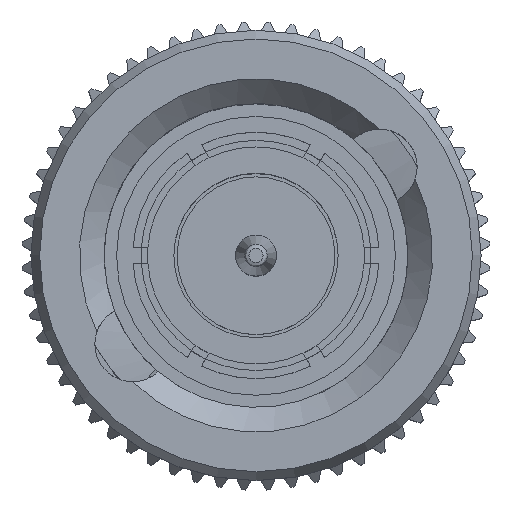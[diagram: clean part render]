
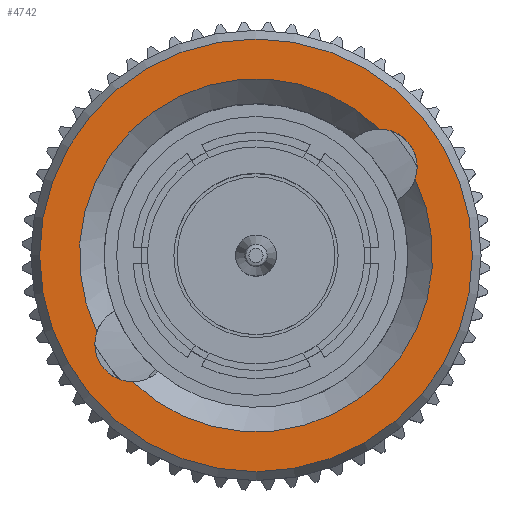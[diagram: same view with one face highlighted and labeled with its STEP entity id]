
A CAD part, top view. The second image highlights one B-rep face of the part: STEP entity #4742.
In plain terms, the highlighted face is planar.
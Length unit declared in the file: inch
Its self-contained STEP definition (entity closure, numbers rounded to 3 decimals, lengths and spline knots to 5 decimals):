
#92 = DIRECTION ( 'NONE',  ( 1., 0., 0. ) ) ;
#330 = EDGE_LOOP ( 'NONE', ( #11502, #13272, #11977, #767 ) ) ;
#500 = DIRECTION ( 'NONE',  ( -1., 0., 0. ) ) ;
#767 = ORIENTED_EDGE ( 'NONE', *, *, #8042, .T. ) ;
#917 = EDGE_CURVE ( 'NONE', #11430, #14626, #11476, .T. ) ;
#1178 = FACE_BOUND ( 'NONE', #330, .T. ) ;
#1224 = AXIS2_PLACEMENT_3D ( 'NONE', #4784, #3734, #13419 ) ;
#1349 = CIRCLE ( 'NONE', #3379, 0.26339 ) ;
#1375 = DIRECTION ( 'NONE',  ( 0., 0., -1. ) ) ;
#1462 = EDGE_LOOP ( 'NONE', ( #6584 ) ) ;
#1526 = AXIS2_PLACEMENT_3D ( 'NONE', #11365, #92, #1375 ) ;
#2274 = EDGE_CURVE ( 'NONE', #13747, #14626, #9154, .T. ) ;
#2532 = AXIS2_PLACEMENT_3D ( 'NONE', #9793, #3464, #12935 ) ;
#2630 = CARTESIAN_POINT ( 'NONE',  ( 0.33873, 0.15014, -0.15382 ) ) ;
#3379 = AXIS2_PLACEMENT_3D ( 'NONE', #4593, #7013, #4835 ) ;
#3464 = DIRECTION ( 'NONE',  ( -1., 0., 0. ) ) ;
#3734 = DIRECTION ( 'NONE',  ( 1., 0., 0. ) ) ;
#4593 = CARTESIAN_POINT ( 'NONE',  ( 0.33873, 0., 0. ) ) ;
#4742 = ADVANCED_FACE ( 'NONE', ( #13664, #1178 ), #5031, .F. ) ;
#4784 = CARTESIAN_POINT ( 'NONE',  ( 0.33873, 0., 0. ) ) ;
#4835 = DIRECTION ( 'NONE',  ( 0., 0., 1. ) ) ;
#5031 = PLANE ( 'NONE',  #5095 ) ;
#5095 = AXIS2_PLACEMENT_3D ( 'NONE', #14696, #5193, #7515 ) ;
#5170 = EDGE_CURVE ( 'NONE', #13747, #8559, #15484, .T. ) ;
#5193 = DIRECTION ( 'NONE',  ( 1., 0., 0. ) ) ;
#6584 = ORIENTED_EDGE ( 'NONE', *, *, #12730, .T. ) ;
#6649 = VERTEX_POINT ( 'NONE', #9352 ) ;
#7013 = DIRECTION ( 'NONE',  ( -1., 0., 0. ) ) ;
#7515 = DIRECTION ( 'NONE',  ( 0., 0., -1. ) ) ;
#8042 = EDGE_CURVE ( 'NONE', #11430, #8559, #11975, .T. ) ;
#8559 = VERTEX_POINT ( 'NONE', #2630 ) ;
#9154 = CIRCLE ( 'NONE', #1224, 0.21494 ) ;
#9352 = CARTESIAN_POINT ( 'NONE',  ( 0.33873, 0., 0.26339 ) ) ;
#9793 = CARTESIAN_POINT ( 'NONE',  ( 0.33873, -0.15026, 0.10782 ) ) ;
#11061 = CARTESIAN_POINT ( 'NONE',  ( 0.33873, 0.15026, -0.10782 ) ) ;
#11365 = CARTESIAN_POINT ( 'NONE',  ( 0.33873, 0., 0. ) ) ;
#11403 = CARTESIAN_POINT ( 'NONE',  ( 0.33873, -0.15014, 0.15382 ) ) ;
#11430 = VERTEX_POINT ( 'NONE', #14049 ) ;
#11476 = CIRCLE ( 'NONE', #2532, 0.046 ) ;
#11502 = ORIENTED_EDGE ( 'NONE', *, *, #5170, .F. ) ;
#11975 = CIRCLE ( 'NONE', #1526, 0.21494 ) ;
#11977 = ORIENTED_EDGE ( 'NONE', *, *, #917, .F. ) ;
#12730 = EDGE_CURVE ( 'NONE', #6649, #6649, #1349, .T. ) ;
#12935 = DIRECTION ( 'NONE',  ( 0., 0., -1. ) ) ;
#13272 = ORIENTED_EDGE ( 'NONE', *, *, #2274, .T. ) ;
#13419 = DIRECTION ( 'NONE',  ( 0., 0., -1. ) ) ;
#13664 = FACE_OUTER_BOUND ( 'NONE', #1462, .T. ) ;
#13747 = VERTEX_POINT ( 'NONE', #15615 ) ;
#13953 = AXIS2_PLACEMENT_3D ( 'NONE', #11061, #500, #15209 ) ;
#14049 = CARTESIAN_POINT ( 'NONE',  ( 0.33873, -0.1938, 0.09296 ) ) ;
#14626 = VERTEX_POINT ( 'NONE', #11403 ) ;
#14696 = CARTESIAN_POINT ( 'NONE',  ( 0.33873, 0., -0.26339 ) ) ;
#15209 = DIRECTION ( 'NONE',  ( 0., 0., 1. ) ) ;
#15484 = CIRCLE ( 'NONE', #13953, 0.046 ) ;
#15615 = CARTESIAN_POINT ( 'NONE',  ( 0.33873, 0.1938, -0.09296 ) ) ;
